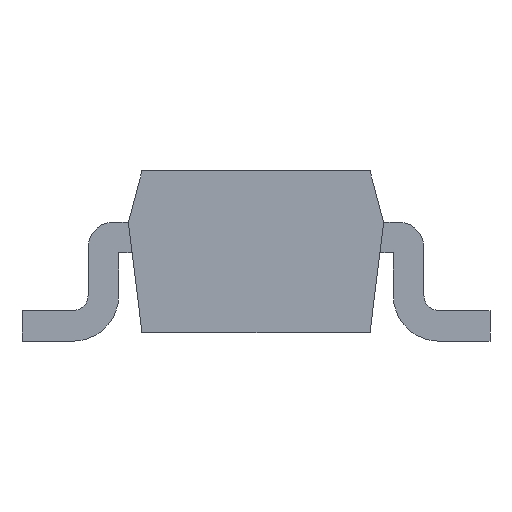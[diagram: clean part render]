
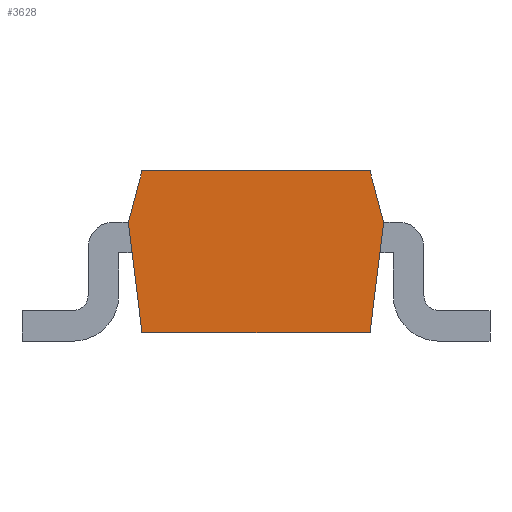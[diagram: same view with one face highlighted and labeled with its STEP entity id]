
A CAD part, left-side view. The second image highlights one B-rep face of the part: STEP entity #3628.
In plain terms, the highlighted planar face has unit normal (-1, 0, 0).
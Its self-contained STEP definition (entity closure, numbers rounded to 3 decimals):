
#28=DIRECTION('',(0.,-1.,0.));
#29=VECTOR('',#28,1.34);
#30=CARTESIAN_POINT('',(-1.5,0.67,0.));
#31=LINE('',#30,#29);
#182=DIRECTION('',(0.,-0.122,0.993));
#183=VECTOR('',#182,0.655);
#184=CARTESIAN_POINT('',(-1.5,-0.67,0.));
#185=LINE('',#184,#183);
#186=DIRECTION('',(0.,-0.122,-0.993));
#187=VECTOR('',#186,0.655);
#188=CARTESIAN_POINT('',(-1.5,0.75,0.65));
#189=LINE('',#188,#187);
#190=DIRECTION('',(0.,0.258,-0.966));
#191=VECTOR('',#190,0.31);
#192=CARTESIAN_POINT('',(-1.5,0.67,0.95));
#193=LINE('',#192,#191);
#194=DIRECTION('',(0.,0.258,0.966));
#195=VECTOR('',#194,0.31);
#196=CARTESIAN_POINT('',(-1.5,-0.75,0.65));
#197=LINE('',#196,#195);
#838=DIRECTION('',(0.,-1.,0.));
#839=VECTOR('',#838,1.34);
#840=CARTESIAN_POINT('',(-1.5,0.67,0.95));
#841=LINE('',#840,#839);
#2768=CARTESIAN_POINT('',(-1.5,-0.67,0.));
#2769=VERTEX_POINT('',#2768);
#2770=CARTESIAN_POINT('',(-1.5,-0.75,0.65));
#2771=VERTEX_POINT('',#2770);
#2772=CARTESIAN_POINT('',(-1.5,-0.67,0.95));
#2773=VERTEX_POINT('',#2772);
#2776=CARTESIAN_POINT('',(-1.5,0.75,0.65));
#2777=CARTESIAN_POINT('',(-1.5,0.67,0.));
#2778=VERTEX_POINT('',#2776);
#2779=VERTEX_POINT('',#2777);
#2786=CARTESIAN_POINT('',(-1.5,0.67,0.95));
#2787=VERTEX_POINT('',#2786);
#3612=CARTESIAN_POINT('',(-1.5,0.75,0.));
#3613=DIRECTION('',(-1.,0.,0.));
#3614=DIRECTION('',(0.,-1.,0.));
#3615=AXIS2_PLACEMENT_3D('',#3612,#3613,#3614);
#3616=PLANE('',#3615);
#3617=ORIENTED_EDGE('',*,*,#3473,.F.);
#3618=ORIENTED_EDGE('',*,*,#3429,.F.);
#3620=ORIENTED_EDGE('',*,*,#3619,.F.);
#3622=ORIENTED_EDGE('',*,*,#3621,.F.);
#3624=ORIENTED_EDGE('',*,*,#3623,.T.);
#3625=ORIENTED_EDGE('',*,*,#3589,.F.);
#3626=EDGE_LOOP('',(#3617,#3618,#3620,#3622,#3624,#3625));
#3627=FACE_OUTER_BOUND('',#3626,.F.);
#3628=ADVANCED_FACE('',(#3627),#3616,.T.);
#3429=EDGE_CURVE('',#2779,#2769,#31,.T.);
#3473=EDGE_CURVE('',#2769,#2771,#185,.T.);
#3589=EDGE_CURVE('',#2771,#2773,#197,.T.);
#3619=EDGE_CURVE('',#2778,#2779,#189,.T.);
#3621=EDGE_CURVE('',#2787,#2778,#193,.T.);
#3623=EDGE_CURVE('',#2787,#2773,#841,.T.);
